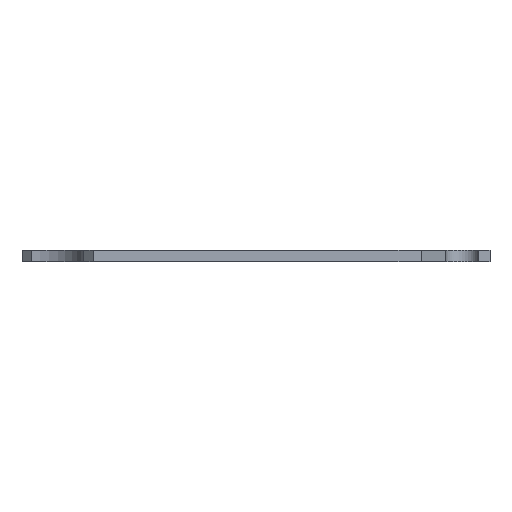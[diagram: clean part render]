
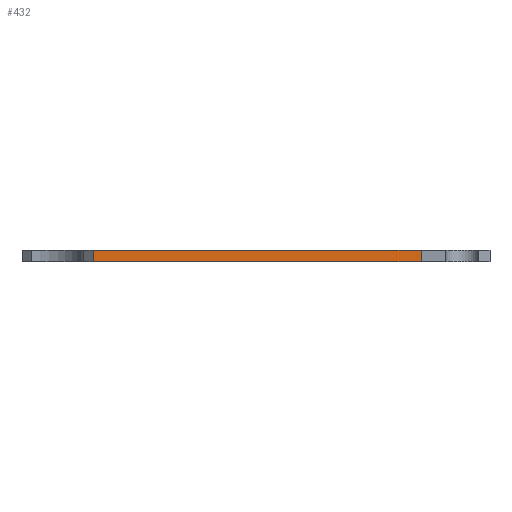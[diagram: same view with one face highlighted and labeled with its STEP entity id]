
A CAD part, left-side view. The second image highlights one B-rep face of the part: STEP entity #432.
In plain terms, the highlighted planar face has unit normal (-1, 0, 0).
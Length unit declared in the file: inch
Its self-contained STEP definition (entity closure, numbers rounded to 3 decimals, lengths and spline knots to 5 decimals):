
#25 = VECTOR ( 'NONE', #948, 39.37008 ) ;
#42 = LINE ( 'NONE', #345, #25 ) ;
#61 = LINE ( 'NONE', #667, #923 ) ;
#97 = EDGE_CURVE ( 'NONE', #547, #953, #650, .T. ) ;
#120 = ORIENTED_EDGE ( 'NONE', *, *, #938, .T. ) ;
#127 = VERTEX_POINT ( 'NONE', #422 ) ;
#213 = CARTESIAN_POINT ( 'NONE',  ( -1.35, -0.88175, 0.0635 ) ) ;
#224 = DIRECTION ( 'NONE',  ( 0., 1., 0. ) ) ;
#311 = FACE_OUTER_BOUND ( 'NONE', #607, .T. ) ;
#321 = DIRECTION ( 'NONE',  ( -1., 0., 0. ) ) ;
#324 = EDGE_CURVE ( 'NONE', #953, #127, #893, .T. ) ;
#345 = CARTESIAN_POINT ( 'NONE',  ( -1.35, 0.87, 0. ) ) ;
#422 = CARTESIAN_POINT ( 'NONE',  ( -1.35, -0.88175, 0.0635 ) ) ;
#430 = CARTESIAN_POINT ( 'NONE',  ( -1.35, -0.88175, 0. ) ) ;
#432 = ADVANCED_FACE ( 'NONE', ( #311 ), #920, .T. ) ;
#476 = ORIENTED_EDGE ( 'NONE', *, *, #324, .T. ) ;
#510 = ORIENTED_EDGE ( 'NONE', *, *, #708, .T. ) ;
#547 = VERTEX_POINT ( 'NONE', #941 ) ;
#582 = DIRECTION ( 'NONE',  ( 0., -1., 0. ) ) ;
#584 = AXIS2_PLACEMENT_3D ( 'NONE', #771, #321, #693 ) ;
#607 = EDGE_LOOP ( 'NONE', ( #476, #510, #120, #609 ) ) ;
#609 = ORIENTED_EDGE ( 'NONE', *, *, #97, .T. ) ;
#615 = VECTOR ( 'NONE', #582, 39.37008 ) ;
#644 = CARTESIAN_POINT ( 'NONE',  ( -1.35, 0., 0. ) ) ;
#650 = LINE ( 'NONE', #644, #615 ) ;
#667 = CARTESIAN_POINT ( 'NONE',  ( -1.35, 1.25, 0.0635 ) ) ;
#671 = DIRECTION ( 'NONE',  ( 0., 0., 1. ) ) ;
#693 = DIRECTION ( 'NONE',  ( 0., -1., 0. ) ) ;
#708 = EDGE_CURVE ( 'NONE', #127, #753, #61, .T. ) ;
#753 = VERTEX_POINT ( 'NONE', #821 ) ;
#771 = CARTESIAN_POINT ( 'NONE',  ( -1.35, 1.25, 0. ) ) ;
#821 = CARTESIAN_POINT ( 'NONE',  ( -1.35, 0.87, 0.0635 ) ) ;
#893 = LINE ( 'NONE', #213, #972 ) ;
#920 = PLANE ( 'NONE',  #584 ) ;
#923 = VECTOR ( 'NONE', #224, 39.37008 ) ;
#938 = EDGE_CURVE ( 'NONE', #753, #547, #42, .T. ) ;
#941 = CARTESIAN_POINT ( 'NONE',  ( -1.35, 0.87, 0. ) ) ;
#948 = DIRECTION ( 'NONE',  ( 0., 0., -1. ) ) ;
#953 = VERTEX_POINT ( 'NONE', #430 ) ;
#972 = VECTOR ( 'NONE', #671, 39.37008 ) ;
